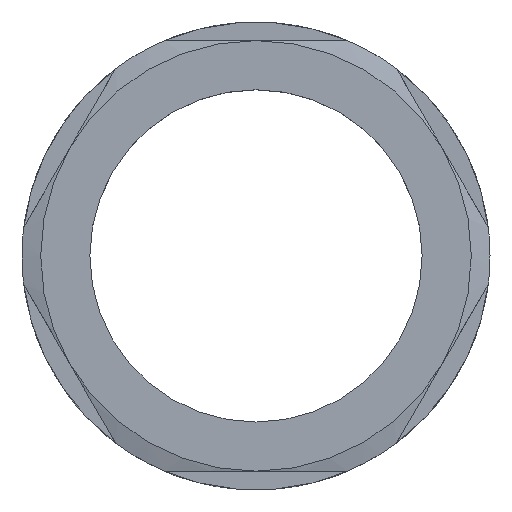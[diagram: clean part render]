
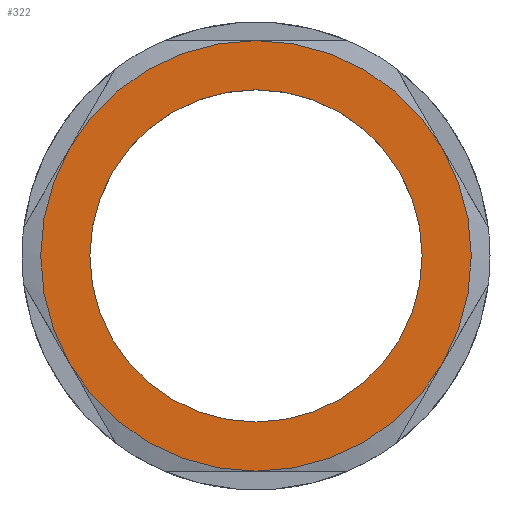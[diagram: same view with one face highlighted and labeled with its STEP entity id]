
A CAD part, top view. The second image highlights one B-rep face of the part: STEP entity #322.
In plain terms, the highlighted planar face has unit normal (0, 0, 1).
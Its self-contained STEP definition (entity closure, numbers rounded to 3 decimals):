
#15 = CARTESIAN_POINT ( 'NONE',  ( -19.919, -11.5, 3.5 ) ) ;
#23 = DIRECTION ( 'NONE',  ( 1., 0., 0. ) ) ;
#30 = EDGE_CURVE ( 'NONE', #1016, #531, #564, .T. ) ;
#69 = DIRECTION ( 'NONE',  ( 1., 0., 0. ) ) ;
#73 = DIRECTION ( 'NONE',  ( 0., 0., 1. ) ) ;
#75 = CARTESIAN_POINT ( 'NONE',  ( 0., 0., 3.5 ) ) ;
#95 = CARTESIAN_POINT ( 'NONE',  ( 0., 0., 3.5 ) ) ;
#139 = AXIS2_PLACEMENT_3D ( 'NONE', #494, #489, #488 ) ;
#184 = AXIS2_PLACEMENT_3D ( 'NONE', #725, #734, #740 ) ;
#199 = EDGE_CURVE ( 'NONE', #477, #495, #623, .T. ) ;
#207 = AXIS2_PLACEMENT_3D ( 'NONE', #381, #385, #387 ) ;
#215 = VERTEX_POINT ( 'NONE', #252 ) ;
#252 = CARTESIAN_POINT ( 'NONE',  ( 0., 23., 3.5 ) ) ;
#273 = EDGE_CURVE ( 'NONE', #905, #1016, #644, .T. ) ;
#322 = ADVANCED_FACE ( 'NONE', ( #656, #665 ), #788, .T. ) ;
#363 = ORIENTED_EDGE ( 'NONE', *, *, #777, .F. ) ;
#374 = ORIENTED_EDGE ( 'NONE', *, *, #571, .F. ) ;
#381 = CARTESIAN_POINT ( 'NONE',  ( 0., 0., 3.5 ) ) ;
#383 = AXIS2_PLACEMENT_3D ( 'NONE', #95, #1071, #685 ) ;
#385 = DIRECTION ( 'NONE',  ( 0., 0., -1. ) ) ;
#387 = DIRECTION ( 'NONE',  ( 0., 1., 0. ) ) ;
#431 = AXIS2_PLACEMENT_3D ( 'NONE', #75, #73, #69 ) ;
#454 = CIRCLE ( 'NONE', #1024, 23. ) ;
#466 = EDGE_CURVE ( 'NONE', #968, #905, #708, .T. ) ;
#477 = VERTEX_POINT ( 'NONE', #568 ) ;
#487 = AXIS2_PLACEMENT_3D ( 'NONE', #819, #834, #830 ) ;
#488 = DIRECTION ( 'NONE',  ( 0., 1., 0. ) ) ;
#489 = DIRECTION ( 'NONE',  ( 0., 0., -1. ) ) ;
#494 = CARTESIAN_POINT ( 'NONE',  ( 0., 0., 3.5 ) ) ;
#495 = VERTEX_POINT ( 'NONE', #589 ) ;
#513 = CIRCLE ( 'NONE', #139, 23. ) ;
#531 = VERTEX_POINT ( 'NONE', #15 ) ;
#553 = ORIENTED_EDGE ( 'NONE', *, *, #30, .F. ) ;
#564 = CIRCLE ( 'NONE', #207, 23. ) ;
#568 = CARTESIAN_POINT ( 'NONE',  ( 17.75, 0., 3.5 ) ) ;
#570 = CARTESIAN_POINT ( 'NONE',  ( 0., 0., 3.5 ) ) ;
#571 = EDGE_CURVE ( 'NONE', #215, #968, #747, .T. ) ;
#583 = DIRECTION ( 'NONE',  ( 0., 0., -1. ) ) ;
#587 = EDGE_CURVE ( 'NONE', #495, #477, #762, .T. ) ;
#589 = CARTESIAN_POINT ( 'NONE',  ( -17.75, 0., 3.5 ) ) ;
#623 = CIRCLE ( 'NONE', #750, 17.75 ) ;
#628 = CARTESIAN_POINT ( 'NONE',  ( 0., 0., 3.5 ) ) ;
#643 = DIRECTION ( 'NONE',  ( 0., 1., 0. ) ) ;
#644 = CIRCLE ( 'NONE', #184, 23. ) ;
#656 = FACE_BOUND ( 'NONE', #901, .T. ) ;
#664 = CARTESIAN_POINT ( 'NONE',  ( -19.919, 11.5, 3.5 ) ) ;
#665 = FACE_OUTER_BOUND ( 'NONE', #815, .T. ) ;
#685 = DIRECTION ( 'NONE',  ( 0., 1., 0. ) ) ;
#708 = CIRCLE ( 'NONE', #1068, 23. ) ;
#725 = CARTESIAN_POINT ( 'NONE',  ( 0., 0., 3.5 ) ) ;
#734 = DIRECTION ( 'NONE',  ( 0., 0., -1. ) ) ;
#740 = DIRECTION ( 'NONE',  ( 0., 1., 0. ) ) ;
#745 = CARTESIAN_POINT ( 'NONE',  ( 0., -23., 3.5 ) ) ;
#747 = CIRCLE ( 'NONE', #383, 23. ) ;
#750 = AXIS2_PLACEMENT_3D ( 'NONE', #1021, #1077, #23 ) ;
#762 = CIRCLE ( 'NONE', #431, 17.75 ) ;
#770 = DIRECTION ( 'NONE',  ( 0., 1., 0. ) ) ;
#774 = ORIENTED_EDGE ( 'NONE', *, *, #466, .F. ) ;
#777 = EDGE_CURVE ( 'NONE', #863, #215, #513, .T. ) ;
#788 = PLANE ( 'NONE',  #487 ) ;
#800 = ORIENTED_EDGE ( 'NONE', *, *, #273, .F. ) ;
#815 = EDGE_LOOP ( 'NONE', ( #374, #363, #922, #553, #800, #774 ) ) ;
#819 = CARTESIAN_POINT ( 'NONE',  ( 0., 0., 3.5 ) ) ;
#830 = DIRECTION ( 'NONE',  ( 1., 0., 0. ) ) ;
#834 = DIRECTION ( 'NONE',  ( 0., 0., 1. ) ) ;
#840 = ORIENTED_EDGE ( 'NONE', *, *, #199, .F. ) ;
#863 = VERTEX_POINT ( 'NONE', #664 ) ;
#867 = DIRECTION ( 'NONE',  ( 0., 0., -1. ) ) ;
#901 = EDGE_LOOP ( 'NONE', ( #840, #918 ) ) ;
#905 = VERTEX_POINT ( 'NONE', #991 ) ;
#918 = ORIENTED_EDGE ( 'NONE', *, *, #587, .F. ) ;
#922 = ORIENTED_EDGE ( 'NONE', *, *, #938, .F. ) ;
#938 = EDGE_CURVE ( 'NONE', #531, #863, #454, .T. ) ;
#961 = CARTESIAN_POINT ( 'NONE',  ( 19.919, 11.5, 3.5 ) ) ;
#968 = VERTEX_POINT ( 'NONE', #961 ) ;
#991 = CARTESIAN_POINT ( 'NONE',  ( 19.919, -11.5, 3.5 ) ) ;
#1016 = VERTEX_POINT ( 'NONE', #745 ) ;
#1021 = CARTESIAN_POINT ( 'NONE',  ( 0., 0., 3.5 ) ) ;
#1024 = AXIS2_PLACEMENT_3D ( 'NONE', #628, #867, #770 ) ;
#1068 = AXIS2_PLACEMENT_3D ( 'NONE', #570, #583, #643 ) ;
#1071 = DIRECTION ( 'NONE',  ( 0., 0., -1. ) ) ;
#1077 = DIRECTION ( 'NONE',  ( 0., 0., 1. ) ) ;
